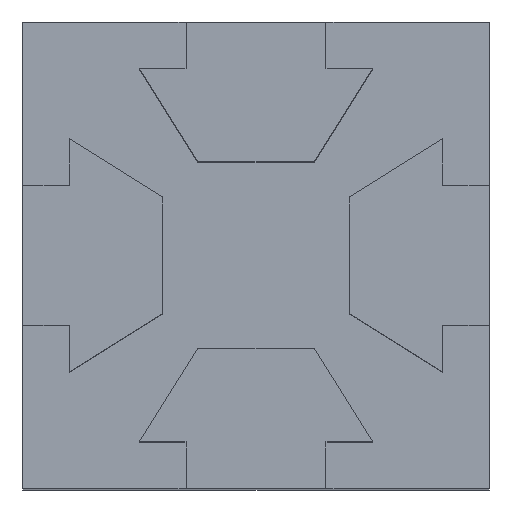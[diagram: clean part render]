
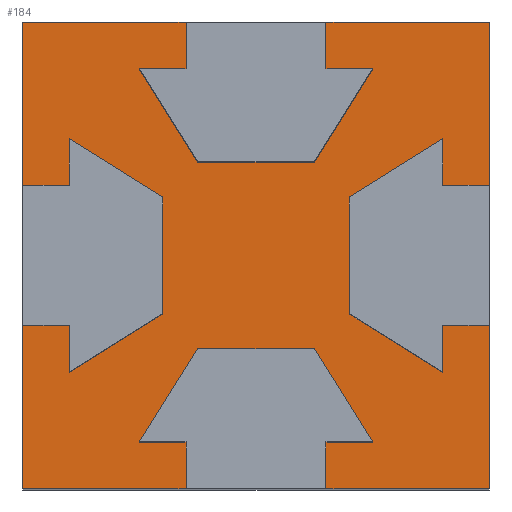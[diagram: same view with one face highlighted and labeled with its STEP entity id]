
A CAD part, top view. The second image highlights one B-rep face of the part: STEP entity #184.
In plain terms, the highlighted planar face has unit normal (0, 0, 1).
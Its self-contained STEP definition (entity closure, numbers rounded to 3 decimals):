
#24 = VERTEX_POINT('',#25);
#25 = CARTESIAN_POINT('',(-10.,10.,25.));
#31 = EDGE_CURVE('',#24,#32,#34,.T.);
#32 = VERTEX_POINT('',#33);
#33 = CARTESIAN_POINT('',(-3.,10.,25.));
#34 = LINE('',#35,#36);
#35 = CARTESIAN_POINT('',(-10.,10.,25.));
#36 = VECTOR('',#37,1.);
#37 = DIRECTION('',(1.,0.,0.));
#40 = VERTEX_POINT('',#41);
#41 = CARTESIAN_POINT('',(3.,10.,25.));
#47 = EDGE_CURVE('',#40,#48,#50,.T.);
#48 = VERTEX_POINT('',#49);
#49 = CARTESIAN_POINT('',(10.,10.,25.));
#50 = LINE('',#51,#52);
#51 = CARTESIAN_POINT('',(-10.,10.,25.));
#52 = VECTOR('',#53,1.);
#53 = DIRECTION('',(1.,0.,0.));
#80 = VERTEX_POINT('',#81);
#81 = CARTESIAN_POINT('',(-10.,-10.,25.));
#87 = EDGE_CURVE('',#80,#88,#90,.T.);
#88 = VERTEX_POINT('',#89);
#89 = CARTESIAN_POINT('',(-10.,-3.,25.));
#90 = LINE('',#91,#92);
#91 = CARTESIAN_POINT('',(-10.,-10.,25.));
#92 = VECTOR('',#93,1.);
#93 = DIRECTION('',(0.,1.,0.));
#96 = VERTEX_POINT('',#97);
#97 = CARTESIAN_POINT('',(-10.,3.,25.));
#103 = EDGE_CURVE('',#96,#24,#104,.T.);
#104 = LINE('',#105,#106);
#105 = CARTESIAN_POINT('',(-10.,-10.,25.));
#106 = VECTOR('',#107,1.);
#107 = DIRECTION('',(0.,1.,0.));
#125 = EDGE_CURVE('',#48,#126,#128,.T.);
#126 = VERTEX_POINT('',#127);
#127 = CARTESIAN_POINT('',(10.,3.,25.));
#128 = LINE('',#129,#130);
#129 = CARTESIAN_POINT('',(10.,10.,25.));
#130 = VECTOR('',#131,1.);
#131 = DIRECTION('',(0.,-1.,0.));
#134 = VERTEX_POINT('',#135);
#135 = CARTESIAN_POINT('',(10.,-3.,25.));
#141 = EDGE_CURVE('',#134,#142,#144,.T.);
#142 = VERTEX_POINT('',#143);
#143 = CARTESIAN_POINT('',(10.,-10.,25.));
#144 = LINE('',#145,#146);
#145 = CARTESIAN_POINT('',(10.,10.,25.));
#146 = VECTOR('',#147,1.);
#147 = DIRECTION('',(0.,-1.,0.));
#184 = ADVANCED_FACE('',(#185),#425,.T.);
#185 = FACE_BOUND('',#186,.T.);
#186 = EDGE_LOOP('',(#187,#188,#189,#197,#205,#213,#221,#229,#237,#243,
    #244,#252,#260,#268,#276,#284,#292,#300,#308,#314,#315,#323,#331,
    #339,#347,#355,#363,#369,#370,#371,#379,#387,#395,#403,#411,#419));
#187 = ORIENTED_EDGE('',*,*,#31,.F.);
#188 = ORIENTED_EDGE('',*,*,#103,.F.);
#189 = ORIENTED_EDGE('',*,*,#190,.F.);
#190 = EDGE_CURVE('',#191,#96,#193,.T.);
#191 = VERTEX_POINT('',#192);
#192 = CARTESIAN_POINT('',(-8.,3.,25.));
#193 = LINE('',#194,#195);
#194 = CARTESIAN_POINT('',(-8.,3.,25.));
#195 = VECTOR('',#196,1.);
#196 = DIRECTION('',(-1.,0.,0.));
#197 = ORIENTED_EDGE('',*,*,#198,.F.);
#198 = EDGE_CURVE('',#199,#191,#201,.T.);
#199 = VERTEX_POINT('',#200);
#200 = CARTESIAN_POINT('',(-8.,5.,25.));
#201 = LINE('',#202,#203);
#202 = CARTESIAN_POINT('',(-8.,5.,25.));
#203 = VECTOR('',#204,1.);
#204 = DIRECTION('',(0.,-1.,0.));
#205 = ORIENTED_EDGE('',*,*,#206,.F.);
#206 = EDGE_CURVE('',#207,#199,#209,.T.);
#207 = VERTEX_POINT('',#208);
#208 = CARTESIAN_POINT('',(-4.,2.5,25.));
#209 = LINE('',#210,#211);
#210 = CARTESIAN_POINT('',(-4.,2.5,25.));
#211 = VECTOR('',#212,1.);
#212 = DIRECTION('',(-0.848,0.53,0.));
#213 = ORIENTED_EDGE('',*,*,#214,.F.);
#214 = EDGE_CURVE('',#215,#207,#217,.T.);
#215 = VERTEX_POINT('',#216);
#216 = CARTESIAN_POINT('',(-4.,-2.5,25.));
#217 = LINE('',#218,#219);
#218 = CARTESIAN_POINT('',(-4.,-2.5,25.));
#219 = VECTOR('',#220,1.);
#220 = DIRECTION('',(0.,1.,0.));
#221 = ORIENTED_EDGE('',*,*,#222,.F.);
#222 = EDGE_CURVE('',#223,#215,#225,.T.);
#223 = VERTEX_POINT('',#224);
#224 = CARTESIAN_POINT('',(-8.,-5.,25.));
#225 = LINE('',#226,#227);
#226 = CARTESIAN_POINT('',(-8.,-5.,25.));
#227 = VECTOR('',#228,1.);
#228 = DIRECTION('',(0.848,0.53,0.));
#229 = ORIENTED_EDGE('',*,*,#230,.F.);
#230 = EDGE_CURVE('',#231,#223,#233,.T.);
#231 = VERTEX_POINT('',#232);
#232 = CARTESIAN_POINT('',(-8.,-3.,25.));
#233 = LINE('',#234,#235);
#234 = CARTESIAN_POINT('',(-8.,-3.,25.));
#235 = VECTOR('',#236,1.);
#236 = DIRECTION('',(0.,-1.,0.));
#237 = ORIENTED_EDGE('',*,*,#238,.F.);
#238 = EDGE_CURVE('',#88,#231,#239,.T.);
#239 = LINE('',#240,#241);
#240 = CARTESIAN_POINT('',(-10.,-3.,25.));
#241 = VECTOR('',#242,1.);
#242 = DIRECTION('',(1.,0.,0.));
#243 = ORIENTED_EDGE('',*,*,#87,.F.);
#244 = ORIENTED_EDGE('',*,*,#245,.F.);
#245 = EDGE_CURVE('',#246,#80,#248,.T.);
#246 = VERTEX_POINT('',#247);
#247 = CARTESIAN_POINT('',(-3.,-10.,25.));
#248 = LINE('',#249,#250);
#249 = CARTESIAN_POINT('',(10.,-10.,25.));
#250 = VECTOR('',#251,1.);
#251 = DIRECTION('',(-1.,0.,0.));
#252 = ORIENTED_EDGE('',*,*,#253,.F.);
#253 = EDGE_CURVE('',#254,#246,#256,.T.);
#254 = VERTEX_POINT('',#255);
#255 = CARTESIAN_POINT('',(-3.,-8.,25.));
#256 = LINE('',#257,#258);
#257 = CARTESIAN_POINT('',(-3.,-8.,25.));
#258 = VECTOR('',#259,1.);
#259 = DIRECTION('',(0.,-1.,0.));
#260 = ORIENTED_EDGE('',*,*,#261,.F.);
#261 = EDGE_CURVE('',#262,#254,#264,.T.);
#262 = VERTEX_POINT('',#263);
#263 = CARTESIAN_POINT('',(-5.,-8.,25.));
#264 = LINE('',#265,#266);
#265 = CARTESIAN_POINT('',(-5.,-8.,25.));
#266 = VECTOR('',#267,1.);
#267 = DIRECTION('',(1.,0.,0.));
#268 = ORIENTED_EDGE('',*,*,#269,.F.);
#269 = EDGE_CURVE('',#270,#262,#272,.T.);
#270 = VERTEX_POINT('',#271);
#271 = CARTESIAN_POINT('',(-2.5,-4.,25.));
#272 = LINE('',#273,#274);
#273 = CARTESIAN_POINT('',(-2.5,-4.,25.));
#274 = VECTOR('',#275,1.);
#275 = DIRECTION('',(-0.53,-0.848,0.));
#276 = ORIENTED_EDGE('',*,*,#277,.F.);
#277 = EDGE_CURVE('',#278,#270,#280,.T.);
#278 = VERTEX_POINT('',#279);
#279 = CARTESIAN_POINT('',(2.5,-4.,25.));
#280 = LINE('',#281,#282);
#281 = CARTESIAN_POINT('',(2.5,-4.,25.));
#282 = VECTOR('',#283,1.);
#283 = DIRECTION('',(-1.,0.,0.));
#284 = ORIENTED_EDGE('',*,*,#285,.F.);
#285 = EDGE_CURVE('',#286,#278,#288,.T.);
#286 = VERTEX_POINT('',#287);
#287 = CARTESIAN_POINT('',(5.,-8.,25.));
#288 = LINE('',#289,#290);
#289 = CARTESIAN_POINT('',(5.,-8.,25.));
#290 = VECTOR('',#291,1.);
#291 = DIRECTION('',(-0.53,0.848,0.));
#292 = ORIENTED_EDGE('',*,*,#293,.F.);
#293 = EDGE_CURVE('',#294,#286,#296,.T.);
#294 = VERTEX_POINT('',#295);
#295 = CARTESIAN_POINT('',(3.,-8.,25.));
#296 = LINE('',#297,#298);
#297 = CARTESIAN_POINT('',(3.,-8.,25.));
#298 = VECTOR('',#299,1.);
#299 = DIRECTION('',(1.,0.,0.));
#300 = ORIENTED_EDGE('',*,*,#301,.F.);
#301 = EDGE_CURVE('',#302,#294,#304,.T.);
#302 = VERTEX_POINT('',#303);
#303 = CARTESIAN_POINT('',(3.,-10.,25.));
#304 = LINE('',#305,#306);
#305 = CARTESIAN_POINT('',(3.,-10.,25.));
#306 = VECTOR('',#307,1.);
#307 = DIRECTION('',(0.,1.,0.));
#308 = ORIENTED_EDGE('',*,*,#309,.F.);
#309 = EDGE_CURVE('',#142,#302,#310,.T.);
#310 = LINE('',#311,#312);
#311 = CARTESIAN_POINT('',(10.,-10.,25.));
#312 = VECTOR('',#313,1.);
#313 = DIRECTION('',(-1.,0.,0.));
#314 = ORIENTED_EDGE('',*,*,#141,.F.);
#315 = ORIENTED_EDGE('',*,*,#316,.F.);
#316 = EDGE_CURVE('',#317,#134,#319,.T.);
#317 = VERTEX_POINT('',#318);
#318 = CARTESIAN_POINT('',(8.,-3.,25.));
#319 = LINE('',#320,#321);
#320 = CARTESIAN_POINT('',(8.,-3.,25.));
#321 = VECTOR('',#322,1.);
#322 = DIRECTION('',(1.,0.,0.));
#323 = ORIENTED_EDGE('',*,*,#324,.F.);
#324 = EDGE_CURVE('',#325,#317,#327,.T.);
#325 = VERTEX_POINT('',#326);
#326 = CARTESIAN_POINT('',(8.,-5.,25.));
#327 = LINE('',#328,#329);
#328 = CARTESIAN_POINT('',(8.,-5.,25.));
#329 = VECTOR('',#330,1.);
#330 = DIRECTION('',(0.,1.,0.));
#331 = ORIENTED_EDGE('',*,*,#332,.F.);
#332 = EDGE_CURVE('',#333,#325,#335,.T.);
#333 = VERTEX_POINT('',#334);
#334 = CARTESIAN_POINT('',(4.,-2.5,25.));
#335 = LINE('',#336,#337);
#336 = CARTESIAN_POINT('',(4.,-2.5,25.));
#337 = VECTOR('',#338,1.);
#338 = DIRECTION('',(0.848,-0.53,0.));
#339 = ORIENTED_EDGE('',*,*,#340,.F.);
#340 = EDGE_CURVE('',#341,#333,#343,.T.);
#341 = VERTEX_POINT('',#342);
#342 = CARTESIAN_POINT('',(4.,2.5,25.));
#343 = LINE('',#344,#345);
#344 = CARTESIAN_POINT('',(4.,2.5,25.));
#345 = VECTOR('',#346,1.);
#346 = DIRECTION('',(0.,-1.,0.));
#347 = ORIENTED_EDGE('',*,*,#348,.F.);
#348 = EDGE_CURVE('',#349,#341,#351,.T.);
#349 = VERTEX_POINT('',#350);
#350 = CARTESIAN_POINT('',(8.,5.,25.));
#351 = LINE('',#352,#353);
#352 = CARTESIAN_POINT('',(8.,5.,25.));
#353 = VECTOR('',#354,1.);
#354 = DIRECTION('',(-0.848,-0.53,0.));
#355 = ORIENTED_EDGE('',*,*,#356,.F.);
#356 = EDGE_CURVE('',#357,#349,#359,.T.);
#357 = VERTEX_POINT('',#358);
#358 = CARTESIAN_POINT('',(8.,3.,25.));
#359 = LINE('',#360,#361);
#360 = CARTESIAN_POINT('',(8.,3.,25.));
#361 = VECTOR('',#362,1.);
#362 = DIRECTION('',(0.,1.,0.));
#363 = ORIENTED_EDGE('',*,*,#364,.F.);
#364 = EDGE_CURVE('',#126,#357,#365,.T.);
#365 = LINE('',#366,#367);
#366 = CARTESIAN_POINT('',(10.,3.,25.));
#367 = VECTOR('',#368,1.);
#368 = DIRECTION('',(-1.,0.,0.));
#369 = ORIENTED_EDGE('',*,*,#125,.F.);
#370 = ORIENTED_EDGE('',*,*,#47,.F.);
#371 = ORIENTED_EDGE('',*,*,#372,.F.);
#372 = EDGE_CURVE('',#373,#40,#375,.T.);
#373 = VERTEX_POINT('',#374);
#374 = CARTESIAN_POINT('',(3.,8.,25.));
#375 = LINE('',#376,#377);
#376 = CARTESIAN_POINT('',(3.,8.,25.));
#377 = VECTOR('',#378,1.);
#378 = DIRECTION('',(0.,1.,0.));
#379 = ORIENTED_EDGE('',*,*,#380,.F.);
#380 = EDGE_CURVE('',#381,#373,#383,.T.);
#381 = VERTEX_POINT('',#382);
#382 = CARTESIAN_POINT('',(5.,8.,25.));
#383 = LINE('',#384,#385);
#384 = CARTESIAN_POINT('',(5.,8.,25.));
#385 = VECTOR('',#386,1.);
#386 = DIRECTION('',(-1.,0.,0.));
#387 = ORIENTED_EDGE('',*,*,#388,.F.);
#388 = EDGE_CURVE('',#389,#381,#391,.T.);
#389 = VERTEX_POINT('',#390);
#390 = CARTESIAN_POINT('',(2.5,4.,25.));
#391 = LINE('',#392,#393);
#392 = CARTESIAN_POINT('',(2.5,4.,25.));
#393 = VECTOR('',#394,1.);
#394 = DIRECTION('',(0.53,0.848,0.));
#395 = ORIENTED_EDGE('',*,*,#396,.F.);
#396 = EDGE_CURVE('',#397,#389,#399,.T.);
#397 = VERTEX_POINT('',#398);
#398 = CARTESIAN_POINT('',(-2.5,4.,25.));
#399 = LINE('',#400,#401);
#400 = CARTESIAN_POINT('',(-2.5,4.,25.));
#401 = VECTOR('',#402,1.);
#402 = DIRECTION('',(1.,0.,0.));
#403 = ORIENTED_EDGE('',*,*,#404,.F.);
#404 = EDGE_CURVE('',#405,#397,#407,.T.);
#405 = VERTEX_POINT('',#406);
#406 = CARTESIAN_POINT('',(-5.,8.,25.));
#407 = LINE('',#408,#409);
#408 = CARTESIAN_POINT('',(-5.,8.,25.));
#409 = VECTOR('',#410,1.);
#410 = DIRECTION('',(0.53,-0.848,0.));
#411 = ORIENTED_EDGE('',*,*,#412,.F.);
#412 = EDGE_CURVE('',#413,#405,#415,.T.);
#413 = VERTEX_POINT('',#414);
#414 = CARTESIAN_POINT('',(-3.,8.,25.));
#415 = LINE('',#416,#417);
#416 = CARTESIAN_POINT('',(-3.,8.,25.));
#417 = VECTOR('',#418,1.);
#418 = DIRECTION('',(-1.,0.,0.));
#419 = ORIENTED_EDGE('',*,*,#420,.F.);
#420 = EDGE_CURVE('',#32,#413,#421,.T.);
#421 = LINE('',#422,#423);
#422 = CARTESIAN_POINT('',(-3.,10.,25.));
#423 = VECTOR('',#424,1.);
#424 = DIRECTION('',(0.,-1.,0.));
#425 = PLANE('',#426);
#426 = AXIS2_PLACEMENT_3D('',#427,#428,#429);
#427 = CARTESIAN_POINT('',(0.,0.,25.));
#428 = DIRECTION('',(0.,0.,1.));
#429 = DIRECTION('',(1.,0.,0.));
